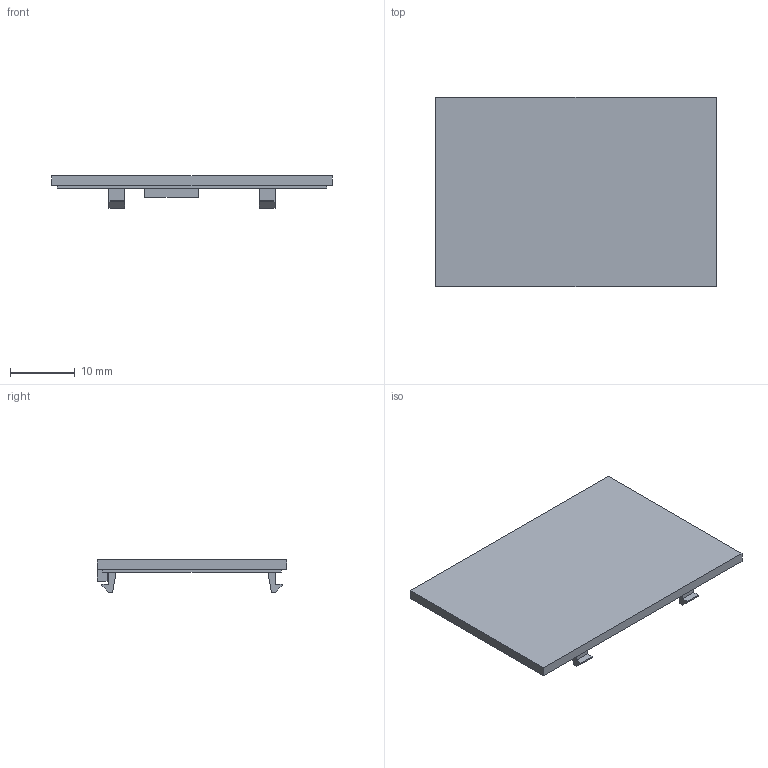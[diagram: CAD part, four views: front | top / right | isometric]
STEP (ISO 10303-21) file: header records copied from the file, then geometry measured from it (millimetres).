
FILE_DESCRIPTION(/* description */ (''),/* implementation_level */ '2;1');
FILE_NAME(/* name */ 'Deckel.stp',/* time_stamp */ '2016-07-22T08:06:09+02:00',/* author */ ('cem'),/* organization */ (''),/* preprocessor_version */ 'ST-DEVELOPER v15.2',/* originating_system */ 'Autodesk Inventor 2014',/* authorisation */ '');
FILE_SCHEMA (('AUTOMOTIVE_DESIGN { 1 0 10303 214 3 1 1 }'));
Length unit declared in the file: millimetre
Products named in the file (1): Deckel
Bounding box: 43.2 x 29.2 x 5 mm (x, y, z)
Volume: 2403.2 mm3; surface area: 2920.3 mm2
Topology: 1 solids, 1 shells, 48 faces, 126 edges, 84 vertices
Faces by surface type: plane 48
Entity records: 1471 total; most frequent: CARTESIAN_POINT 259, ORIENTED_EDGE 252, DIRECTION 224, LINE 126, VECTOR 126, EDGE_CURVE 126, VERTEX_POINT 84, EDGE_LOOP 52
